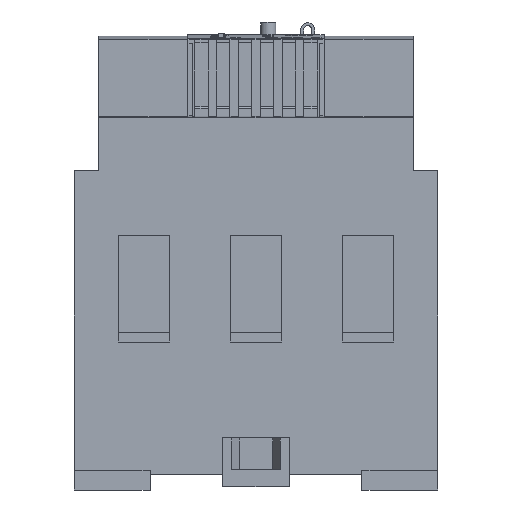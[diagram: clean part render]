
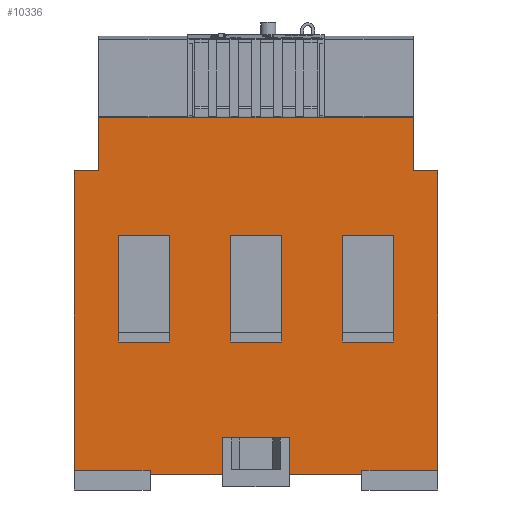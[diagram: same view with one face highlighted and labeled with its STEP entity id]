
A CAD part, front view. The second image highlights one B-rep face of the part: STEP entity #10336.
In plain terms, the highlighted planar face has unit normal (0, -1, 0).
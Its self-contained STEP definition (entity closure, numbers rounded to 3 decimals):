
#10336=ADVANCED_FACE('',(#27680,#27681,#27682,#27683),#27684,.F.);
#19840=VERTEX_POINT('',#37461);
#19842=VERTEX_POINT('',#37463);
#19844=EDGE_CURVE('',#19840,#19842,#37465,.T.);
#19872=VERTEX_POINT('',#37493);
#19874=EDGE_CURVE('',#19872,#19840,#37495,.T.);
#19924=VERTEX_POINT('',#37545);
#19926=EDGE_CURVE('',#19842,#19924,#37547,.T.);
#19938=VERTEX_POINT('',#37559);
#19940=EDGE_CURVE('',#19872,#19938,#37561,.T.);
#20126=VERTEX_POINT('',#37747);
#20130=EDGE_CURVE('',#20126,#19924,#37751,.T.);
#20400=VERTEX_POINT('',#38021);
#20404=VERTEX_POINT('',#38025);
#20406=EDGE_CURVE('',#20400,#20404,#38027,.T.);
#20480=VERTEX_POINT('',#38101);
#20484=VERTEX_POINT('',#38105);
#20486=EDGE_CURVE('',#20480,#20484,#38107,.T.);
#20548=VERTEX_POINT('',#38169);
#20550=EDGE_CURVE('',#20548,#19938,#38171,.T.);
#21012=VERTEX_POINT('',#38633);
#21014=VERTEX_POINT('',#38635);
#21016=EDGE_CURVE('',#21012,#21014,#38637,.T.);
#21046=VERTEX_POINT('',#38667);
#21048=EDGE_CURVE('',#21046,#21012,#38669,.T.);
#21182=VERTEX_POINT('',#38803);
#21184=EDGE_CURVE('',#21014,#21182,#38805,.T.);
#21226=EDGE_CURVE('',#21182,#21046,#38847,.T.);
#21298=VERTEX_POINT('',#38919);
#21300=VERTEX_POINT('',#38921);
#21302=EDGE_CURVE('',#21298,#21300,#38923,.T.);
#21332=VERTEX_POINT('',#38953);
#21334=EDGE_CURVE('',#21332,#21298,#38955,.T.);
#21468=VERTEX_POINT('',#39089);
#21470=EDGE_CURVE('',#21300,#21468,#39091,.T.);
#21512=EDGE_CURVE('',#21468,#21332,#39133,.T.);
#21584=VERTEX_POINT('',#39205);
#21586=VERTEX_POINT('',#39207);
#21588=EDGE_CURVE('',#21584,#21586,#39209,.T.);
#21618=VERTEX_POINT('',#39239);
#21620=EDGE_CURVE('',#21618,#21584,#39241,.T.);
#21754=VERTEX_POINT('',#39375);
#21756=EDGE_CURVE('',#21586,#21754,#39377,.T.);
#21798=EDGE_CURVE('',#21754,#21618,#39419,.T.);
#21936=VERTEX_POINT('',#39557);
#21940=EDGE_CURVE('',#20126,#21936,#39561,.T.);
#21946=EDGE_CURVE('',#21936,#20404,#39567,.T.);
#21952=VERTEX_POINT('',#39573);
#21954=EDGE_CURVE('',#21952,#20400,#39575,.T.);
#21956=VERTEX_POINT('',#39577);
#21958=EDGE_CURVE('',#21956,#21952,#39579,.T.);
#21960=VERTEX_POINT('',#39581);
#21962=EDGE_CURVE('',#21960,#21956,#39583,.T.);
#21964=VERTEX_POINT('',#39585);
#21966=EDGE_CURVE('',#21964,#21960,#39587,.T.);
#21968=EDGE_CURVE('',#20484,#21964,#39589,.T.);
#21970=EDGE_CURVE('',#20480,#20548,#39591,.T.);
#27680=FACE_OUTER_BOUND('',#45291,.T.);
#27681=FACE_BOUND('',#45292,.T.);
#27682=FACE_BOUND('',#45293,.T.);
#27683=FACE_BOUND('',#45294,.T.);
#27684=PLANE('',#45295);
#37461=CARTESIAN_POINT('',(49.001,26.0,17.2));
#37463=CARTESIAN_POINT('',(71.001,26.0,17.2));
#37465=LINE('',#60355,#60356);
#37493=CARTESIAN_POINT('',(49.001,26.0,5.0));
#37495=LINE('',#60401,#60402);
#37545=CARTESIAN_POINT('',(71.001,26.0,5.0));
#37547=LINE('',#60485,#60486);
#37559=CARTESIAN_POINT('',(25.001,26.0,5.0));
#37561=LINE('',#60509,#60510);
#37747=CARTESIAN_POINT('',(95.001,26.0,5.0));
#37751=LINE('',#60795,#60796);
#38021=CARTESIAN_POINT('',(120.001,26.0,105.5));
#38025=CARTESIAN_POINT('',(120.001,26.0,6.5));
#38027=LINE('',#61223,#61224);
#38101=CARTESIAN_POINT('',(0.001,26.0,6.5));
#38105=CARTESIAN_POINT('',(0.001,26.0,105.5));
#38107=LINE('',#61343,#61344);
#38169=CARTESIAN_POINT('',(25.001,26.0,6.5));
#38171=LINE('',#61441,#61442);
#38633=CARTESIAN_POINT('',(88.501,26.0,81.1));
#38635=CARTESIAN_POINT('',(88.501,26.0,84.1));
#38637=LINE('',#62176,#62177);
#38667=CARTESIAN_POINT('',(105.501,26.0,81.1));
#38669=LINE('',#62226,#62227);
#38803=CARTESIAN_POINT('',(105.501,26.0,84.1));
#38805=LINE('',#62448,#62449);
#38847=LINE('',#62519,#62520);
#38919=CARTESIAN_POINT('',(51.501,26.0,81.1));
#38921=CARTESIAN_POINT('',(51.501,26.0,84.1));
#38923=LINE('',#62639,#62640);
#38953=CARTESIAN_POINT('',(68.501,26.0,81.1));
#38955=LINE('',#62689,#62690);
#39089=CARTESIAN_POINT('',(68.501,26.0,84.1));
#39091=LINE('',#62911,#62912);
#39133=LINE('',#62982,#62983);
#39205=CARTESIAN_POINT('',(14.501,26.0,81.1));
#39207=CARTESIAN_POINT('',(14.501,26.0,84.1));
#39209=LINE('',#63102,#63103);
#39239=CARTESIAN_POINT('',(31.501,26.0,81.1));
#39241=LINE('',#63152,#63153);
#39375=CARTESIAN_POINT('',(31.501,26.0,84.1));
#39377=LINE('',#63374,#63375);
#39419=LINE('',#63445,#63446);
#39557=CARTESIAN_POINT('',(95.001,26.0,6.5));
#39561=LINE('',#63663,#63664);
#39567=LINE('',#63675,#63676);
#39573=CARTESIAN_POINT('',(112.001,26.0,105.5));
#39575=LINE('',#63689,#63690);
#39577=CARTESIAN_POINT('',(112.001,26.0,123.152));
#39579=LINE('',#63695,#63696);
#39581=CARTESIAN_POINT('',(8.001,26.0,123.152));
#39583=LINE('',#63701,#63702);
#39585=CARTESIAN_POINT('',(8.001,26.0,105.5));
#39587=LINE('',#63707,#63708);
#39589=LINE('',#63711,#63712);
#39591=LINE('',#63715,#63716);
#45291=EDGE_LOOP('',(#78201,#78202,#78203,#78204,#78205,#78206,#78207,#78208,#78209,#78210,#78211,#78212,#78213,#78214,#78215,#78216));
#45292=EDGE_LOOP('',(#78217,#78218,#78219,#78220));
#45293=EDGE_LOOP('',(#78221,#78222,#78223,#78224));
#45294=EDGE_LOOP('',(#78225,#78226,#78227,#78228));
#45295=AXIS2_PLACEMENT_3D('',#78229,#78230,#78231);
#60355=CARTESIAN_POINT('',(60.001,26.0,17.2));
#60356=VECTOR('',#84465,1.0);
#60401=CARTESIAN_POINT('',(49.001,26.0,39.907));
#60402=VECTOR('',#84473,1.0);
#60485=CARTESIAN_POINT('',(71.001,26.0,39.907));
#60486=VECTOR('',#84489,1.0);
#60509=CARTESIAN_POINT('',(120.001,26.0,5.0));
#60510=VECTOR('',#84494,1.0);
#60795=CARTESIAN_POINT('',(120.001,26.0,5.0));
#60796=VECTOR('',#84542,1.0);
#61223=CARTESIAN_POINT('',(120.001,26.0,105.5));
#61224=VECTOR('',#84638,1.0);
#61343=CARTESIAN_POINT('',(0.001,26.0,5.0));
#61344=VECTOR('',#84663,1.0);
#61441=CARTESIAN_POINT('',(25.001,26.0,36.982));
#61442=VECTOR('',#84680,1.0);
#62176=CARTESIAN_POINT('',(88.501,26.0,72.299));
#62177=VECTOR('',#84872,1.0);
#62226=CARTESIAN_POINT('',(74.251,26.0,81.1));
#62227=VECTOR('',#84881,1.0);
#62448=CARTESIAN_POINT('',(74.251,26.0,84.1));
#62449=VECTOR('',#84924,1.0);
#62519=CARTESIAN_POINT('',(105.501,26.0,72.299));
#62520=VECTOR('',#84946,1.0);
#62639=CARTESIAN_POINT('',(51.501,26.0,72.299));
#62640=VECTOR('',#84968,1.0);
#62689=CARTESIAN_POINT('',(55.751,26.0,81.1));
#62690=VECTOR('',#84977,1.0);
#62911=CARTESIAN_POINT('',(55.751,26.0,84.1));
#62912=VECTOR('',#85020,1.0);
#62982=CARTESIAN_POINT('',(68.501,26.0,72.299));
#62983=VECTOR('',#85042,1.0);
#63102=CARTESIAN_POINT('',(14.501,26.0,72.299));
#63103=VECTOR('',#85064,1.0);
#63152=CARTESIAN_POINT('',(37.251,26.0,81.1));
#63153=VECTOR('',#85073,1.0);
#63374=CARTESIAN_POINT('',(37.251,26.0,84.1));
#63375=VECTOR('',#85116,1.0);
#63445=CARTESIAN_POINT('',(31.501,26.0,72.299));
#63446=VECTOR('',#85138,1.0);
#63663=CARTESIAN_POINT('',(95.001,26.0,36.982));
#63664=VECTOR('',#85206,1.0);
#63675=CARTESIAN_POINT('',(83.751,26.0,6.5));
#63676=VECTOR('',#85209,1.0);
#63689=CARTESIAN_POINT('',(112.001,26.0,105.5));
#63690=VECTOR('',#85212,1.0);
#63695=CARTESIAN_POINT('',(112.001,26.0,138.511));
#63696=VECTOR('',#85213,1.0);
#63701=CARTESIAN_POINT('',(30.001,26.0,123.152));
#63702=VECTOR('',#85214,1.0);
#63707=CARTESIAN_POINT('',(8.001,26.0,105.5));
#63708=VECTOR('',#85215,1.0);
#63711=CARTESIAN_POINT('',(0.001,26.0,105.5));
#63712=VECTOR('',#85216,1.0);
#63715=CARTESIAN_POINT('',(36.251,26.0,6.5));
#63716=VECTOR('',#85217,1.0);
#78201=ORIENTED_EDGE('',*,*,#19926,.T.);
#78202=ORIENTED_EDGE('',*,*,#20130,.F.);
#78203=ORIENTED_EDGE('',*,*,#21940,.T.);
#78204=ORIENTED_EDGE('',*,*,#21946,.T.);
#78205=ORIENTED_EDGE('',*,*,#20406,.F.);
#78206=ORIENTED_EDGE('',*,*,#21954,.F.);
#78207=ORIENTED_EDGE('',*,*,#21958,.F.);
#78208=ORIENTED_EDGE('',*,*,#21962,.F.);
#78209=ORIENTED_EDGE('',*,*,#21966,.F.);
#78210=ORIENTED_EDGE('',*,*,#21968,.F.);
#78211=ORIENTED_EDGE('',*,*,#20486,.F.);
#78212=ORIENTED_EDGE('',*,*,#21970,.T.);
#78213=ORIENTED_EDGE('',*,*,#20550,.T.);
#78214=ORIENTED_EDGE('',*,*,#19940,.F.);
#78215=ORIENTED_EDGE('',*,*,#19874,.T.);
#78216=ORIENTED_EDGE('',*,*,#19844,.T.);
#78217=ORIENTED_EDGE('',*,*,#21048,.T.);
#78218=ORIENTED_EDGE('',*,*,#21016,.T.);
#78219=ORIENTED_EDGE('',*,*,#21184,.T.);
#78220=ORIENTED_EDGE('',*,*,#21226,.T.);
#78221=ORIENTED_EDGE('',*,*,#21334,.T.);
#78222=ORIENTED_EDGE('',*,*,#21302,.T.);
#78223=ORIENTED_EDGE('',*,*,#21470,.T.);
#78224=ORIENTED_EDGE('',*,*,#21512,.T.);
#78225=ORIENTED_EDGE('',*,*,#21620,.T.);
#78226=ORIENTED_EDGE('',*,*,#21588,.T.);
#78227=ORIENTED_EDGE('',*,*,#21756,.T.);
#78228=ORIENTED_EDGE('',*,*,#21798,.T.);
#78229=CARTESIAN_POINT('',(60.001,26.0,70.714));
#78230=DIRECTION('',(-0.0,1.0,0.0));
#78231=DIRECTION('',(1.0,0.0,0.0));
#84465=DIRECTION('',(1.0,0.0,0.0));
#84473=DIRECTION('',(0.0,0.0,1.0));
#84489=DIRECTION('',(0.0,0.0,-1.0));
#84494=DIRECTION('',(-1.0,0.0,0.0));
#84542=DIRECTION('',(-1.0,0.0,0.0));
#84638=DIRECTION('',(0.0,0.0,-1.0));
#84663=DIRECTION('',(0.0,0.0,1.0));
#84680=DIRECTION('',(0.0,0.0,-1.0));
#84872=DIRECTION('',(0.0,0.0,1.0));
#84881=DIRECTION('',(-1.0,0.0,0.0));
#84924=DIRECTION('',(1.0,0.0,0.0));
#84946=DIRECTION('',(0.0,0.0,-1.0));
#84968=DIRECTION('',(0.0,0.0,1.0));
#84977=DIRECTION('',(-1.0,0.0,0.0));
#85020=DIRECTION('',(1.0,0.0,0.0));
#85042=DIRECTION('',(0.0,0.0,-1.0));
#85064=DIRECTION('',(0.0,0.0,1.0));
#85073=DIRECTION('',(-1.0,0.0,0.0));
#85116=DIRECTION('',(1.0,0.0,0.0));
#85138=DIRECTION('',(0.0,0.0,-1.0));
#85206=DIRECTION('',(0.0,0.0,1.0));
#85209=DIRECTION('',(1.0,0.0,0.0));
#85212=DIRECTION('',(1.0,0.0,0.0));
#85213=DIRECTION('',(0.0,0.0,-1.0));
#85214=DIRECTION('',(1.0,0.0,0.0));
#85215=DIRECTION('',(0.0,0.0,1.0));
#85216=DIRECTION('',(1.0,0.0,0.0));
#85217=DIRECTION('',(1.0,0.0,0.0));
